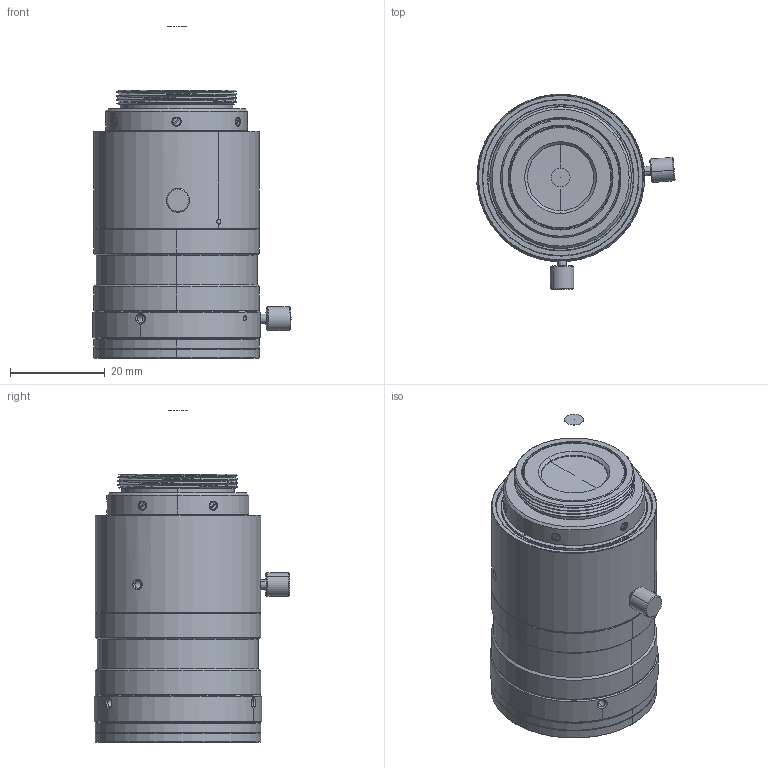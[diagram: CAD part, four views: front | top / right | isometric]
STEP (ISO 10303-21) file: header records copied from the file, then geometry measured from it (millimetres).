
FILE_DESCRIPTION((''),'2;1');
FILE_NAME('PH7105A-ZP_ASM','2020-11-16T',('sirtec'),(''),'CREO PARAMETRIC BY PTC INC, 2014190','CREO PARAMETRIC BY PTC INC, 2014190','');
FILE_SCHEMA(('CONFIG_CONTROL_DESIGN'));
Length unit declared in the file: millimetre
Products named in the file (25): PH7105A-101; PH7105A-G8; PH7105A-303; PH7105A-02_ASM; PH7105A-102; PH7105A-111; PH7105A-G1; PH7105A-301; PH7105A-601_ASM; PV25-502; PH7105A-01-1_ASM; PH7105A-01-2_ASM; PV16-502; PH7105A-01_ASM; PH7100A-509; PH7105A-104; PH7105A-106; PH7105A-702; PH7105A-105; PH7105A-506; PV16-103; PV16-503; PV16-505; PH7105A-XM; PH7105A-ZP_ASM
Assembly tree (32 placements, depth 4):
  PH7105A-ZP_ASM
    PH7105A-02_ASM
      PH7105A-101
      PH7105A-G8
      PH7105A-303
    PH7105A-102
    PH7105A-01_ASM
      PH7105A-01-1_ASM
        PH7105A-111
        PH7105A-G1
        PH7105A-301
        PH7105A-601_ASM
        PV25-502
      PH7105A-01-2_ASM
      PV16-502  x3
    PH7100A-509
    PH7105A-104
    PH7105A-106
    PH7105A-702
    PH7105A-105
    PH7105A-506
    PV16-103
    PV16-503  x6
    PV16-505  x2
    PH7105A-XM
Bounding box: 41.9 x 41.36 x 70.25 mm (x, y, z)
Volume: 26365.5 mm3; surface area: 35636 mm2
Topology: 27 solids, 27 shells, 940 faces, 2243 edges, 1364 vertices
Faces by surface type: cylinder 280, cone 237, bspline 208, plane 189, sphere 14, torus 12
Entity records: 48623 total; most frequent: CARTESIAN_POINT 30948, ORIENTED_EDGE 3714, DIRECTION 3291, EDGE_CURVE 1857, AXIS2_PLACEMENT_3D 1286, VERTEX_POINT 1138, EDGE_LOOP 893, FACE_OUTER_BOUND 787
